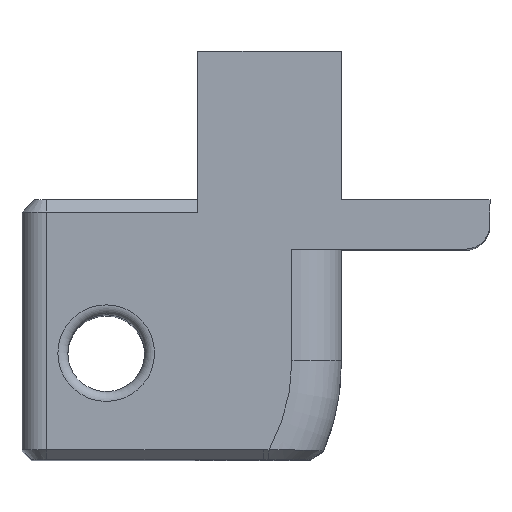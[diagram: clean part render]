
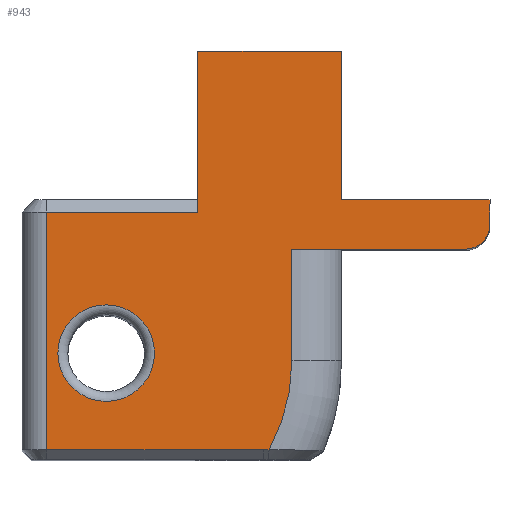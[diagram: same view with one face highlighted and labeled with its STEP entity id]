
A CAD part, top view. The second image highlights one B-rep face of the part: STEP entity #943.
In plain terms, the highlighted planar face has unit normal (0, 0, 1).
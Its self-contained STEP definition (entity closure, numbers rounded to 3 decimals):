
#24=FACE_BOUND('',#355,.T.);
#50=LINE('',#1781,#128);
#59=LINE('',#1799,#137);
#66=LINE('',#1890,#144);
#86=LINE('',#2075,#164);
#89=LINE('',#2081,#167);
#90=LINE('',#2085,#168);
#91=LINE('',#2086,#169);
#92=LINE('',#2087,#170);
#93=LINE('',#2089,#171);
#94=LINE('',#2090,#172);
#128=VECTOR('',#1123,10.);
#137=VECTOR('',#1134,10.);
#144=VECTOR('',#1147,10.);
#164=VECTOR('',#1213,10.);
#167=VECTOR('',#1220,10.);
#168=VECTOR('',#1223,10.);
#169=VECTOR('',#1224,10.);
#170=VECTOR('',#1225,10.);
#171=VECTOR('',#1226,10.);
#172=VECTOR('',#1227,10.);
#203=PLANE('',#1021);
#238=CIRCLE('',#1017,7.5);
#240=CIRCLE('',#1022,1.);
#241=CIRCLE('',#1023,1.95);
#299=FACE_OUTER_BOUND('',#354,.T.);
#354=EDGE_LOOP('',(#790,#791,#792,#793,#794,#795,#796,#797,#798,#799,#800,
#801,#802));
#355=EDGE_LOOP('',(#803));
#397=B_SPLINE_CURVE_WITH_KNOTS('',3,(#1935,#1936,#1937,#1938),
 .UNSPECIFIED.,.F.,.F.,(4,4),(-1.014,-0.992),
 .UNSPECIFIED.);
#432=VERTEX_POINT('',#1778);
#433=VERTEX_POINT('',#1780);
#440=VERTEX_POINT('',#1796);
#441=VERTEX_POINT('',#1798);
#445=VERTEX_POINT('',#1855);
#447=VERTEX_POINT('',#1883);
#450=VERTEX_POINT('',#1888);
#470=VERTEX_POINT('',#2068);
#472=VERTEX_POINT('',#2073);
#473=VERTEX_POINT('',#2080);
#474=VERTEX_POINT('',#2082);
#475=VERTEX_POINT('',#2084);
#476=VERTEX_POINT('',#2088);
#477=VERTEX_POINT('',#2091);
#529=EDGE_CURVE('',#433,#432,#50,.T.);
#538=EDGE_CURVE('',#440,#441,#59,.T.);
#549=EDGE_CURVE('',#450,#447,#66,.T.);
#563=EDGE_CURVE('',#445,#450,#397,.T.);
#585=EDGE_CURVE('',#470,#445,#238,.T.);
#587=EDGE_CURVE('',#472,#470,#86,.T.);
#590=EDGE_CURVE('',#472,#473,#89,.T.);
#591=EDGE_CURVE('',#474,#473,#240,.T.);
#592=EDGE_CURVE('',#475,#474,#90,.T.);
#593=EDGE_CURVE('',#433,#475,#91,.T.);
#594=EDGE_CURVE('',#432,#441,#92,.T.);
#595=EDGE_CURVE('',#476,#440,#93,.T.);
#596=EDGE_CURVE('',#447,#476,#94,.T.);
#597=EDGE_CURVE('',#477,#477,#241,.T.);
#790=ORIENTED_EDGE('',*,*,#563,.F.);
#791=ORIENTED_EDGE('',*,*,#585,.F.);
#792=ORIENTED_EDGE('',*,*,#587,.F.);
#793=ORIENTED_EDGE('',*,*,#590,.T.);
#794=ORIENTED_EDGE('',*,*,#591,.F.);
#795=ORIENTED_EDGE('',*,*,#592,.F.);
#796=ORIENTED_EDGE('',*,*,#593,.F.);
#797=ORIENTED_EDGE('',*,*,#529,.T.);
#798=ORIENTED_EDGE('',*,*,#594,.T.);
#799=ORIENTED_EDGE('',*,*,#538,.F.);
#800=ORIENTED_EDGE('',*,*,#595,.F.);
#801=ORIENTED_EDGE('',*,*,#596,.F.);
#802=ORIENTED_EDGE('',*,*,#549,.F.);
#803=ORIENTED_EDGE('',*,*,#597,.F.);
#943=ADVANCED_FACE('',(#299,#24),#203,.T.);
#1017=AXIS2_PLACEMENT_3D('',#2070,#1207,#1208);
#1021=AXIS2_PLACEMENT_3D('',#2079,#1218,#1219);
#1022=AXIS2_PLACEMENT_3D('',#2083,#1221,#1222);
#1023=AXIS2_PLACEMENT_3D('',#2092,#1228,#1229);
#1123=DIRECTION('',(-1.,0.,0.));
#1134=DIRECTION('',(-1.,0.,0.));
#1147=DIRECTION('',(0.,-1.,0.));
#1207=DIRECTION('center_axis',(0.,0.,
-1.));
#1208=DIRECTION('ref_axis',(0.216,0.976,0.));
#1213=DIRECTION('',(1.,0.,0.));
#1218=DIRECTION('center_axis',(0.,0.,
1.));
#1219=DIRECTION('ref_axis',(0.,1.,0.));
#1220=DIRECTION('',(0.,1.,0.));
#1221=DIRECTION('center_axis',(0.,0.,
-1.));
#1222=DIRECTION('ref_axis',(0.707,0.707,0.));
#1223=DIRECTION('',(1.,0.,0.));
#1224=DIRECTION('',(0.,1.,0.));
#1225=DIRECTION('',(0.,-1.,0.));
#1226=DIRECTION('',(0.,1.,0.));
#1227=DIRECTION('',(-1.,0.,0.));
#1228=DIRECTION('center_axis',(0.,0.,
1.));
#1229=DIRECTION('ref_axis',(-1.,0.,0.));
#1778=CARTESIAN_POINT('',(-10.5,12.9,35.3));
#1780=CARTESIAN_POINT('',(-4.5,12.9,35.3));
#1781=CARTESIAN_POINT('',(-2.5,12.9,35.3));
#1796=CARTESIAN_POINT('',(-4.,7.1,35.3));
#1798=CARTESIAN_POINT('',(-10.5,7.1,35.3));
#1799=CARTESIAN_POINT('',(0.35,7.1,35.3));
#1855=CARTESIAN_POINT('',(5.6,9.979,35.3));
#1883=CARTESIAN_POINT('',(5.6,1.,35.3));
#1888=CARTESIAN_POINT('',(5.6,9.744,35.3));
#1890=CARTESIAN_POINT('',(5.6,6.75,35.3));
#1935=CARTESIAN_POINT('Ctrl Pts',(5.6,9.979,35.3));
#1936=CARTESIAN_POINT('Ctrl Pts',(5.6,9.898,35.3));
#1937=CARTESIAN_POINT('Ctrl Pts',(5.6,9.82,35.3));
#1938=CARTESIAN_POINT('Ctrl Pts',(5.6,9.744,35.3));
#2068=CARTESIAN_POINT('',(2.,10.9,35.3));
#2070=CARTESIAN_POINT('Origin',(2.,3.4,35.3));
#2073=CARTESIAN_POINT('',(-2.5,10.9,35.3));
#2075=CARTESIAN_POINT('',(3.85,10.9,35.3));
#2079=CARTESIAN_POINT('Origin',(3.7,0.,
35.3));
#2080=CARTESIAN_POINT('',(-2.5,17.9,35.3));
#2081=CARTESIAN_POINT('',(-2.5,7.95,35.3));
#2082=CARTESIAN_POINT('',(-3.5,18.9,35.3));
#2083=CARTESIAN_POINT('Origin',(-3.5,17.9,35.3));
#2084=CARTESIAN_POINT('',(-4.5,18.9,35.3));
#2085=CARTESIAN_POINT('',(-4.5,18.9,35.3));
#2086=CARTESIAN_POINT('',(-4.5,12.9,35.3));
#2087=CARTESIAN_POINT('',(-10.5,3.25,35.3));
#2088=CARTESIAN_POINT('',(-4.,1.,35.3));
#2089=CARTESIAN_POINT('',(-4.,3.225,35.3));
#2090=CARTESIAN_POINT('',(3.85,1.,35.3));
#2091=CARTESIAN_POINT('',(3.65,3.4,35.3));
#2092=CARTESIAN_POINT('Origin',(1.7,3.4,35.3));
